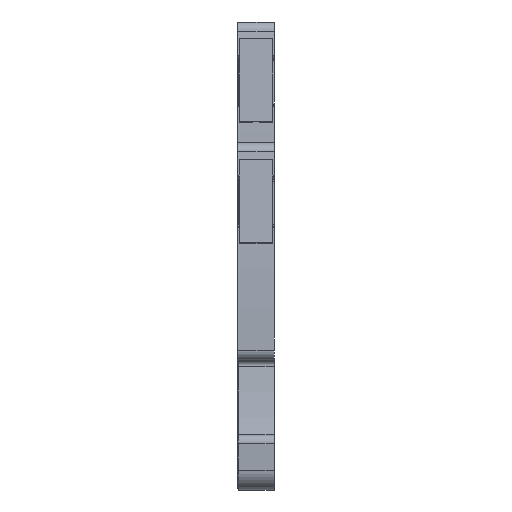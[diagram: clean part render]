
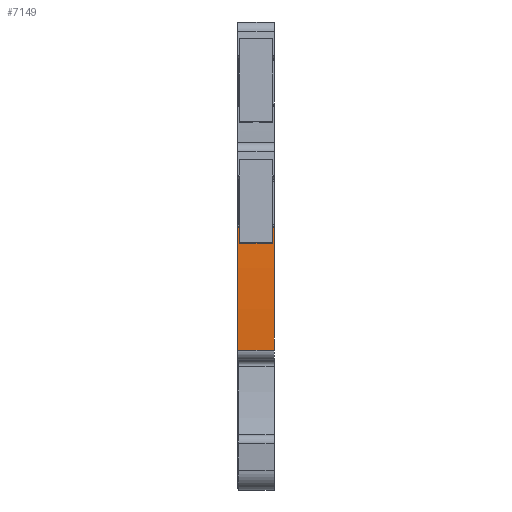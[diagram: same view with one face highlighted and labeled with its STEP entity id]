
A CAD part, front view. The second image highlights one B-rep face of the part: STEP entity #7149.
In plain terms, the highlighted cylindrical face has radius 122.2 mm (diameter 244.4 mm), a partial arc.
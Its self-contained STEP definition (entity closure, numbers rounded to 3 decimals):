
#888=AXIS2_PLACEMENT_3D('Circle Axis2P3D',#886,#887,$) ;
#6460=AXIS2_PLACEMENT_3D('Cylinder Axis2P3D',#6457,#6458,#6459) ;
#7133=AXIS2_PLACEMENT_3D('Circle Axis2P3D',#7131,#7132,$) ;
#883=CARTESIAN_POINT('Vertex',(3.5,1.748,25.212)) ;
#886=CARTESIAN_POINT('Axis2P3D Location',(3.5,123.675,17.05)) ;
#890=CARTESIAN_POINT('Vertex',(3.5,1.529,13.42)) ;
#6457=CARTESIAN_POINT('Axis2P3D Location',(1.75,123.675,17.05)) ;
#7115=CARTESIAN_POINT('Vertex',(0.,1.748,25.212)) ;
#7118=CARTESIAN_POINT('Line Origine',(1.75,1.748,25.212)) ;
#7131=CARTESIAN_POINT('Axis2P3D Location',(0.,123.675,17.05)) ;
#7135=CARTESIAN_POINT('Vertex',(0.,1.529,13.42)) ;
#7138=CARTESIAN_POINT('Line Origine',(1.75,1.529,13.42)) ;
#887=DIRECTION('Axis2P3D Direction',(1.,0.,0.)) ;
#6458=DIRECTION('Axis2P3D Direction',(1.,0.,0.)) ;
#6459=DIRECTION('Axis2P3D XDirection',(0.,-0.992,0.126)) ;
#7119=DIRECTION('Vector Direction',(1.,0.,0.)) ;
#7132=DIRECTION('Axis2P3D Direction',(1.,0.,0.)) ;
#7139=DIRECTION('Vector Direction',(1.,0.,0.)) ;
#7120=VECTOR('Line Direction',#7119,1.) ;
#7140=VECTOR('Line Direction',#7139,1.) ;
#7144=ORIENTED_EDGE('',*,*,#7137,.T.) ;
#7145=ORIENTED_EDGE('',*,*,#7142,.F.) ;
#7146=ORIENTED_EDGE('',*,*,#892,.F.) ;
#7147=ORIENTED_EDGE('',*,*,#7122,.T.) ;
#7149=ADVANCED_FACE('V1',(#7148),#6461,.T.) ;
#889=CIRCLE('generated circle',#888,122.2) ;
#7134=CIRCLE('generated circle',#7133,122.2) ;
#6461=CYLINDRICAL_SURFACE('generated cylinder',#6460,122.2) ;
#892=EDGE_CURVE('',#884,#891,#889,.T.) ;
#7122=EDGE_CURVE('',#884,#7116,#7121,.F.) ;
#7137=EDGE_CURVE('',#7116,#7136,#7134,.T.) ;
#7142=EDGE_CURVE('',#891,#7136,#7141,.F.) ;
#7143=EDGE_LOOP('',(#7144,#7145,#7146,#7147)) ;
#7148=FACE_OUTER_BOUND('',#7143,.T.) ;
#7121=LINE('Line',#7118,#7120) ;
#7141=LINE('Line',#7138,#7140) ;
#884=VERTEX_POINT('',#883) ;
#891=VERTEX_POINT('',#890) ;
#7116=VERTEX_POINT('',#7115) ;
#7136=VERTEX_POINT('',#7135) ;
